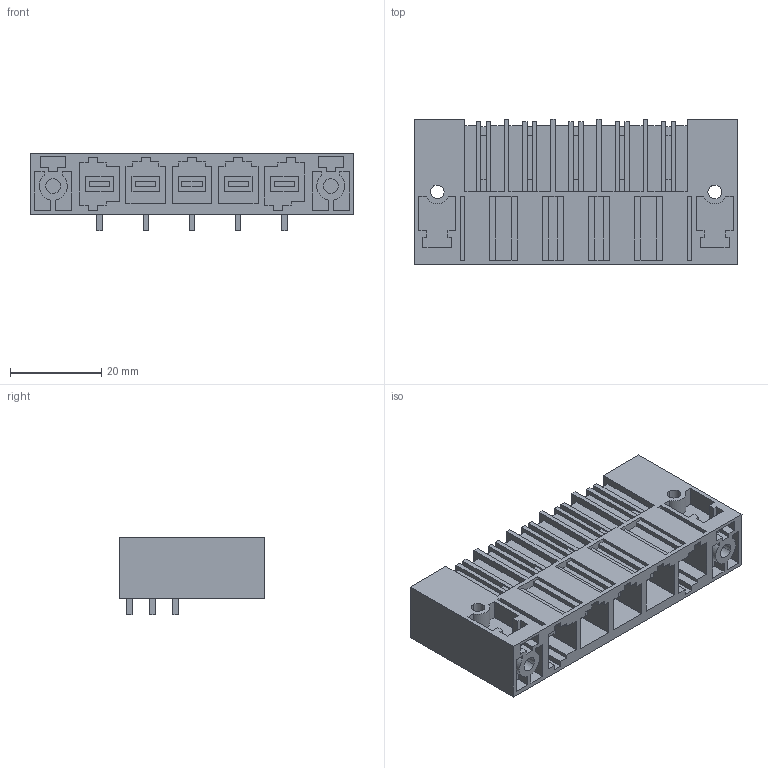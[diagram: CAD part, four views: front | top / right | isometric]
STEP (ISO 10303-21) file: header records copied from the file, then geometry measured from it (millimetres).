
FILE_DESCRIPTION(('CATIA V5 STEP Exchange','CAx-IF Rec.Pracs.--- Model Styling and Organization---1.2---2011-12-15'),'2;1');
FILE_NAME ('D1456679_0_1813600000_1813600000.stp','2018-03-07T11:13:06+00:00',('none'),('Weidmueller'),'CATIA Version 5-6 Release 2014','CATIA V5 STEP AP214','none');
FILE_SCHEMA(('AUTOMOTIVE_DESIGN { 1 0 10303 214 1 1 1 1 }'));
Length unit declared in the file: millimetre
Products named in the file (1): 1813600000
Bounding box: 71.12 x 32 x 17.1 mm (x, y, z)
Volume: 17695.5 mm3; surface area: 19813.7 mm2
Topology: 6 solids, 6 shells, 682 faces, 1953 edges, 1314 vertices
Faces by surface type: plane 632, cylinder 50
Entity records: 21393 total; most frequent: ORIENTED_EDGE 3906, CARTESIAN_POINT 3743, DIRECTION 2877, EDGE_CURVE 1953, VECTOR 1845, LINE 1845, VERTEX_POINT 1314, EDGE_LOOP 735
